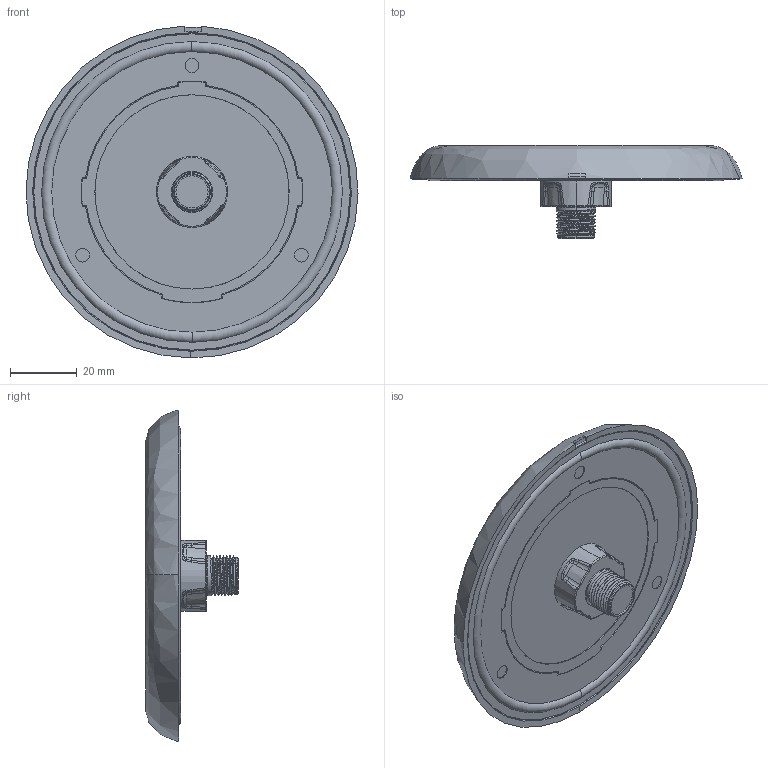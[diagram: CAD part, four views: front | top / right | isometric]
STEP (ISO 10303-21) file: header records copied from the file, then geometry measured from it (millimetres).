
FILE_DESCRIPTION (( 'STEP AP203' ), '1' );
FILE_NAME ('CS41KCRBK-P10-01E7.STEP', '2022-01-19T11:42:37', ( '' ), ( '' ), 'SwSTEP 2.0', 'SolidWorks 2021', '' );
FILE_SCHEMA (( 'CONFIG_CONTROL_DESIGN' ));
Length unit declared in the file: millimetre
Products named in the file (1): CS41KCRBK-P10-01E7
Bounding box: 99.8 x 27.9 x 99.75 mm (x, y, z)
Volume: 70757.5 mm3; surface area: 24159.5 mm2
Topology: 1 solids, 2 shells, 253 faces, 659 edges, 407 vertices
Faces by surface type: bspline 69, cylinder 62, cone 46, plane 43, torus 33
Entity records: 15340 total; most frequent: CARTESIAN_POINT 9623, ORIENTED_EDGE 1302, DIRECTION 1057, EDGE_CURVE 651, AXIS2_PLACEMENT_3D 444, VERTEX_POINT 407, EDGE_LOOP 276, CIRCLE 259
